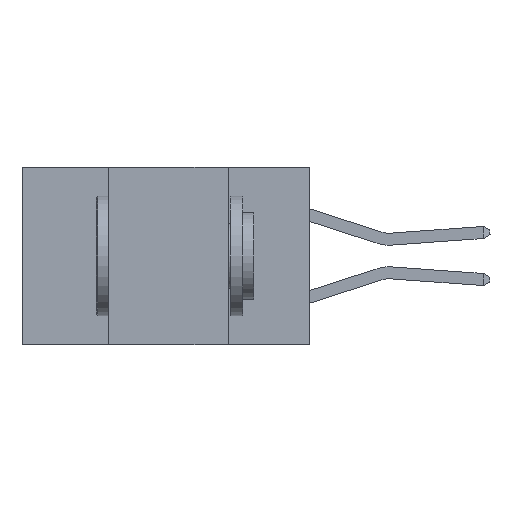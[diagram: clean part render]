
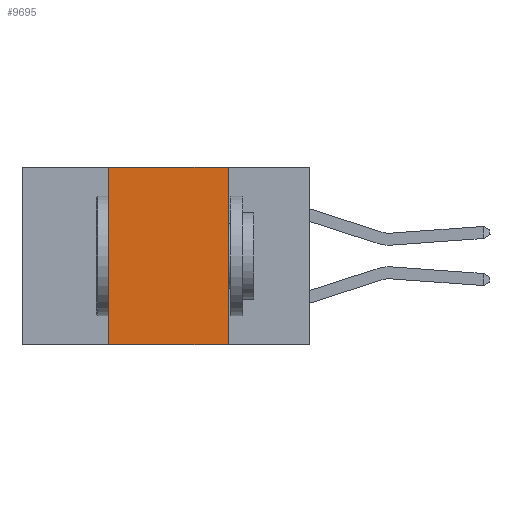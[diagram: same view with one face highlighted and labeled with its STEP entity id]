
A CAD part, left-side view. The second image highlights one B-rep face of the part: STEP entity #9695.
In plain terms, the highlighted planar face has unit normal (-1, 0, 0).
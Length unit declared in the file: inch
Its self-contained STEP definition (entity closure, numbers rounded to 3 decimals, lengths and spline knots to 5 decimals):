
#236 = LINE ( 'NONE', #2629, #7550 ) ;
#396 = CARTESIAN_POINT ( 'NONE',  ( 0., 0.42, 0. ) ) ;
#471 = PLANE ( 'NONE',  #3328 ) ;
#911 = CARTESIAN_POINT ( 'NONE',  ( 0., 0.17, 0. ) ) ;
#919 = CARTESIAN_POINT ( 'NONE',  ( 0., 0.6, 0. ) ) ;
#1855 = VERTEX_POINT ( 'NONE', #9732 ) ;
#1866 = VERTEX_POINT ( 'NONE', #911 ) ;
#1928 = DIRECTION ( 'NONE',  ( 0., 0., -1. ) ) ;
#2420 = VECTOR ( 'NONE', #3516, 39.37008 ) ;
#2629 = CARTESIAN_POINT ( 'NONE',  ( 0., 0.6, -0.37 ) ) ;
#2810 = EDGE_LOOP ( 'NONE', ( #4692, #4323, #10221, #9277 ) ) ;
#3328 = AXIS2_PLACEMENT_3D ( 'NONE', #5936, #10131, #1928 ) ;
#3510 = EDGE_CURVE ( 'NONE', #1866, #1855, #4045, .T. ) ;
#3516 = DIRECTION ( 'NONE',  ( 0., 0., -1. ) ) ;
#3703 = LINE ( 'NONE', #4548, #4654 ) ;
#4045 = LINE ( 'NONE', #7299, #2420 ) ;
#4089 = CARTESIAN_POINT ( 'NONE',  ( 0., 0.42, -0.37 ) ) ;
#4104 = DIRECTION ( 'NONE',  ( 0., -1., 0. ) ) ;
#4323 = ORIENTED_EDGE ( 'NONE', *, *, #8955, .F. ) ;
#4548 = CARTESIAN_POINT ( 'NONE',  ( 0., 0.42, -0.37 ) ) ;
#4654 = VECTOR ( 'NONE', #6949, 39.37008 ) ;
#4692 = ORIENTED_EDGE ( 'NONE', *, *, #3510, .F. ) ;
#5865 = DIRECTION ( 'NONE',  ( 0., -1., 0. ) ) ;
#5936 = CARTESIAN_POINT ( 'NONE',  ( 0., 0.6, 0. ) ) ;
#6949 = DIRECTION ( 'NONE',  ( 0., 0., 1. ) ) ;
#7299 = CARTESIAN_POINT ( 'NONE',  ( 0., 0.17, -0.37 ) ) ;
#7386 = VERTEX_POINT ( 'NONE', #4089 ) ;
#7550 = VECTOR ( 'NONE', #5865, 39.37008 ) ;
#8180 = EDGE_CURVE ( 'NONE', #7386, #8539, #3703, .T. ) ;
#8501 = EDGE_CURVE ( 'NONE', #7386, #1855, #236, .T. ) ;
#8539 = VERTEX_POINT ( 'NONE', #396 ) ;
#8927 = LINE ( 'NONE', #919, #10278 ) ;
#8955 = EDGE_CURVE ( 'NONE', #8539, #1866, #8927, .T. ) ;
#9180 = FACE_OUTER_BOUND ( 'NONE', #2810, .T. ) ;
#9277 = ORIENTED_EDGE ( 'NONE', *, *, #8501, .T. ) ;
#9695 = ADVANCED_FACE ( 'NONE', ( #9180 ), #471, .F. ) ;
#9732 = CARTESIAN_POINT ( 'NONE',  ( 0., 0.17, -0.37 ) ) ;
#10131 = DIRECTION ( 'NONE',  ( 1., 0., 0. ) ) ;
#10221 = ORIENTED_EDGE ( 'NONE', *, *, #8180, .F. ) ;
#10278 = VECTOR ( 'NONE', #4104, 39.37008 ) ;
